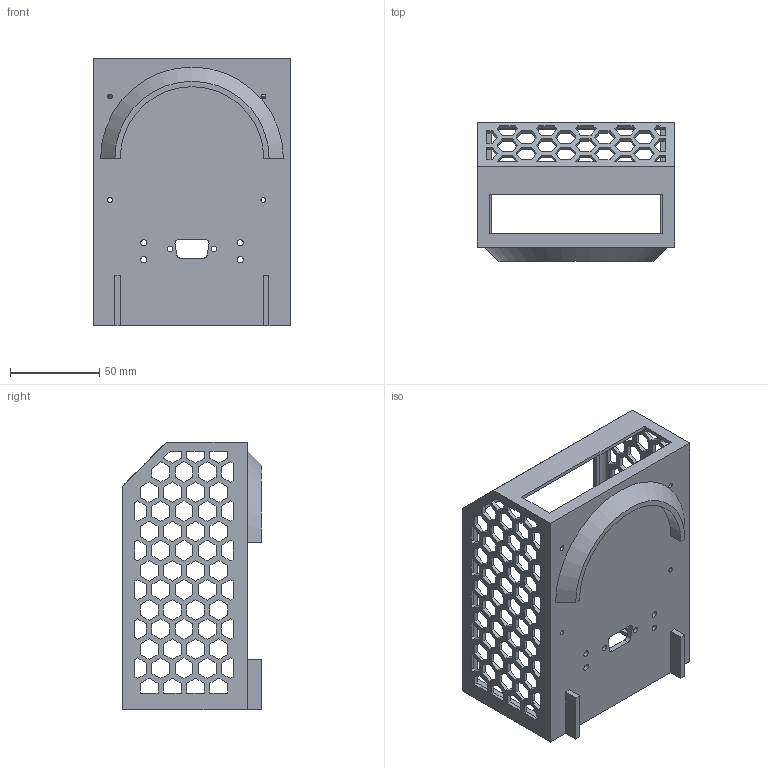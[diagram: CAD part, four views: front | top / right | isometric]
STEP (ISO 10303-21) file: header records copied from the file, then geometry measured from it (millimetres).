
FILE_DESCRIPTION(/* description */ (''),/* implementation_level */ '2;1');
FILE_NAME(/* name */ 'C1_Base.stp',/* time_stamp */ '2024-10-09T09:23:57-05:00',/* author */ ('yulio'),/* organization */ (''),/* preprocessor_version */ 'ST-DEVELOPER v20',/* originating_system */ 'Autodesk Inventor 2024',/* authorisation */ '');
FILE_SCHEMA (('AUTOMOTIVE_DESIGN { 1 0 10303 214 3 1 1 }'));
Length unit declared in the file: millimetre
Products named in the file (1): Base de modulo de control
Bounding box: 110.4 x 78 x 150 mm (x, y, z)
Volume: 123450.7 mm3; surface area: 83204 mm2
Topology: 1 solids, 1 shells, 880 faces, 2659 edges, 1772 vertices
Faces by surface type: plane 862, cylinder 17, cone 1
Full cylindrical faces by diameter (mm): 2.75 x4, 3.178 x2, 3.5 x4
Entity records: 29895 total; most frequent: ORIENTED_EDGE 5318, CARTESIAN_POINT 5312, DIRECTION 4477, EDGE_CURVE 2659, LINE 2603, VECTOR 2603, VERTEX_POINT 1772, EDGE_LOOP 1171
